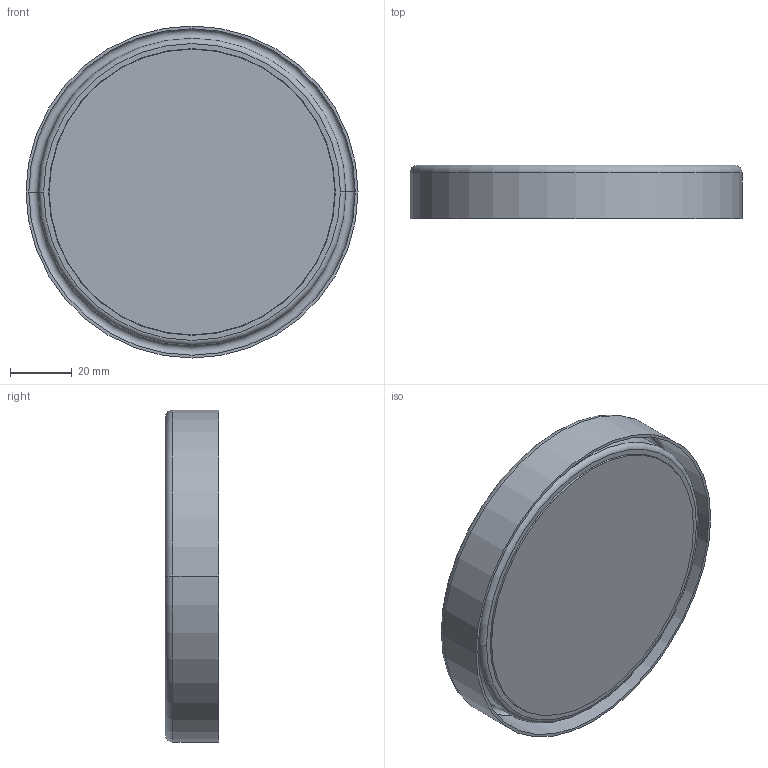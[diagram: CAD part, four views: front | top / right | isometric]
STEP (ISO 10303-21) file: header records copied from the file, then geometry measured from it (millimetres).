
FILE_DESCRIPTION (( 'STEP AP214' ), '1' );
FILE_NAME ('Hositrad_HVP4000-Spinn.STEP', '2025-02-18T09:56:57', ( '' ), ( '' ), 'SwSTEP 2.0', 'SolidWorks 2022', '' );
FILE_SCHEMA (( 'AUTOMOTIVE_DESIGN' ));
Length unit declared in the file: millimetre
Products named in the file (3): Glas107; Viewport-metal-ring107.5; Hositrad_HVP4000-Spinn
Assembly tree (2 placements, depth 2):
  Hositrad_HVP4000-Spinn
    Viewport-metal-ring107.5
    Glas107
Bounding box: 107.5 x 17.3 x 107.5 mm (x, y, z)
Volume: 61399 mm3; surface area: 41039.8 mm2
Topology: 2 solids, 2 shells, 32 faces, 62 edges, 36 vertices
Faces by surface type: cylinder 14, torus 10, plane 6, cone 2
Entity records: 949 total; most frequent: DIRECTION 182, CARTESIAN_POINT 135, ORIENTED_EDGE 124, AXIS2_PLACEMENT_3D 83, EDGE_CURVE 62, CIRCLE 46, EDGE_LOOP 36, VERTEX_POINT 36
